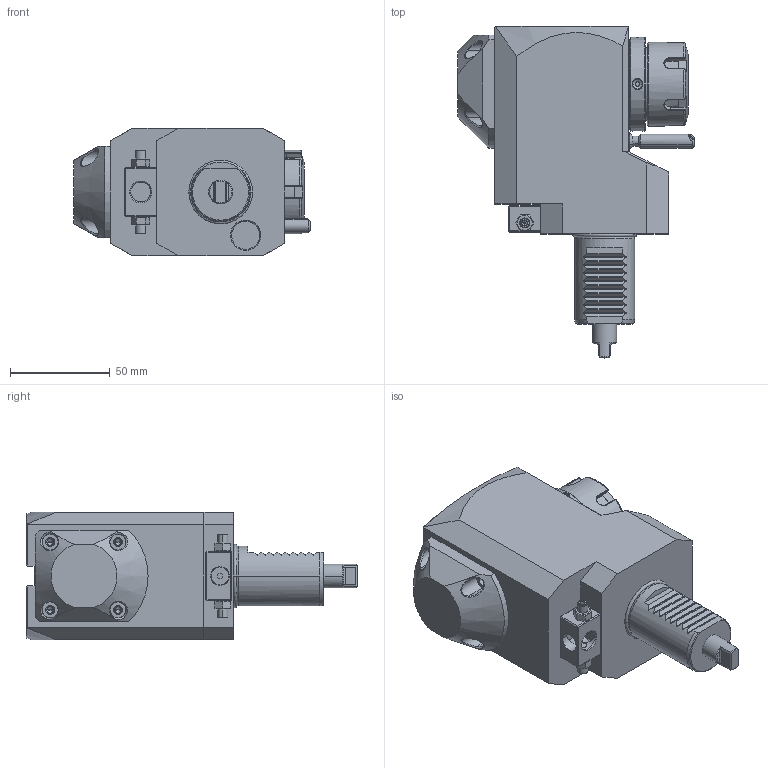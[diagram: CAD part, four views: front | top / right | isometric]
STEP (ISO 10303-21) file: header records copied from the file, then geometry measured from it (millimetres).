
FILE_DESCRIPTION((''),'2;1');
FILE_NAME('NGT1_30_421_25_2_2_75','2021-07-13T',('vali'),('NOVA GRUP'),'PRO/ENGINEER BY PARAMETRIC TECHNOLOGY CORPORATION, 2010280','PRO/ENGINEER BY PARAMETRIC TECHNOLOGY CORPORATION, 2010280','');
FILE_SCHEMA(('CONFIG_CONTROL_DESIGN'));
Length unit declared in the file: millimetre
Products named in the file (1): NGT1_30_421_25_2_2_75
Bounding box: 118.33 x 166 x 64 mm (x, y, z)
Volume: 563925.4 mm3; surface area: 55440.8 mm2
Topology: 1 solids, 1 shells, 501 faces, 1268 edges, 772 vertices
Faces by surface type: plane 205, cylinder 120, cone 95, bspline 64, torus 15, sphere 2
Entity records: 22159 total; most frequent: CARTESIAN_POINT 10832, ORIENTED_EDGE 2496, DIRECTION 2087, EDGE_CURVE 1248, VERTEX_POINT 772, AXIS2_PLACEMENT_3D 731, VECTOR 625, LINE 625
